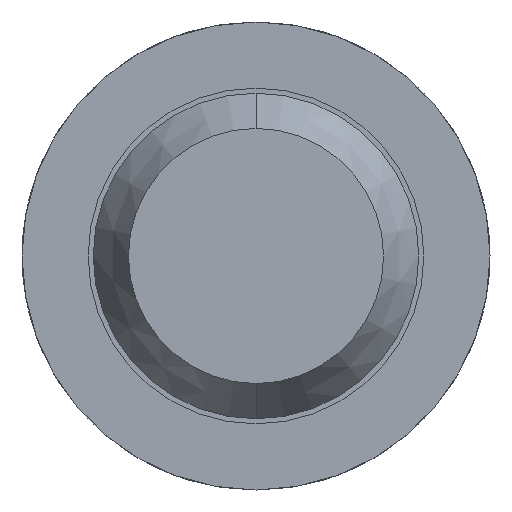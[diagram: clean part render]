
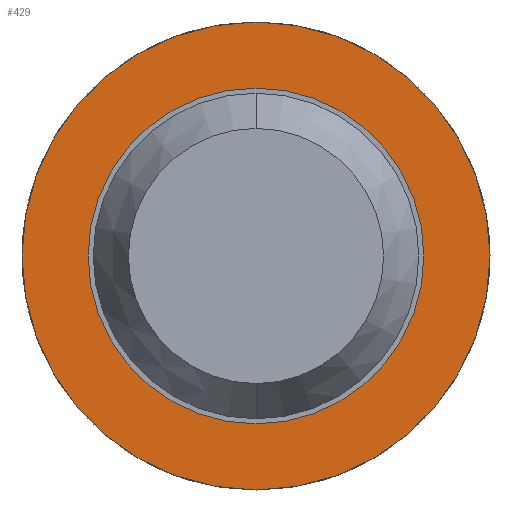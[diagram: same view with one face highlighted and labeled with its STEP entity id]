
A CAD part, front view. The second image highlights one B-rep face of the part: STEP entity #429.
In plain terms, the highlighted planar face has unit normal (0, -1, 0).
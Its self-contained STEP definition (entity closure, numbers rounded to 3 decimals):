
#164 = FACE_BOUND ( 'NONE', #313, .T. ) ;
#195 = DIRECTION ( 'NONE',  ( 0., 0., 1. ) ) ;
#197 = FACE_OUTER_BOUND ( 'NONE', #2003, .T. ) ;
#290 = AXIS2_PLACEMENT_3D ( 'NONE', #456, #2353, #195 ) ;
#313 = EDGE_LOOP ( 'NONE', ( #1774, #1976 ) ) ;
#406 = VERTEX_POINT ( 'NONE', #721 ) ;
#429 = ADVANCED_FACE ( 'Defeature ausgef�hrt1_7', ( #197, #164 ), #3509, .F. ) ;
#456 = CARTESIAN_POINT ( 'NONE',  ( 0., -1.7, 0. ) ) ;
#524 = EDGE_CURVE ( 'Defeature ausgef�hrt1_0+Defeature ausgef�hrt1_7+Defeature ausgef�hrt1_7+Defeature ausgef�hrt1_7', #406, #3984, #1506, .T. ) ;
#541 = CIRCLE ( 'NONE', #3736, 1.15 ) ;
#706 = CARTESIAN_POINT ( 'NONE',  ( 0., -1.7, -0.825 ) ) ;
#717 = DIRECTION ( 'NONE',  ( 0., 0., 1. ) ) ;
#721 = CARTESIAN_POINT ( 'NONE',  ( 0., -1.7, -1.15 ) ) ;
#723 = ORIENTED_EDGE ( 'NONE', *, *, #524, .F. ) ;
#912 = EDGE_CURVE ( 'Defeature ausgef�hrt1_0+Defeature ausgef�hrt1_7+Defeature ausgef�hrt1_7+Defeature ausgef�hrt1_7', #3984, #406, #541, .T. ) ;
#942 = CARTESIAN_POINT ( 'NONE',  ( 0., -1.7, 0. ) ) ;
#979 = EDGE_CURVE ( 'Defeature ausgef�hrt1_7+Defeature ausgef�hrt1_6+Defeature ausgef�hrt1_6+Defeature ausgef�hrt1_6', #1435, #2449, #3253, .T. ) ;
#1035 = DIRECTION ( 'NONE',  ( 0., 1., 0. ) ) ;
#1055 = DIRECTION ( 'NONE',  ( 0., 0., 1. ) ) ;
#1083 = DIRECTION ( 'NONE',  ( 0., 0., 1. ) ) ;
#1258 = DIRECTION ( 'NONE',  ( 0., 0., 1. ) ) ;
#1274 = AXIS2_PLACEMENT_3D ( 'NONE', #2974, #1998, #1083 ) ;
#1435 = VERTEX_POINT ( 'NONE', #2678 ) ;
#1506 = CIRCLE ( 'NONE', #1274, 1.15 ) ;
#1597 = CIRCLE ( 'NONE', #3609, 0.825 ) ;
#1615 = DIRECTION ( 'NONE',  ( 0., 1., 0. ) ) ;
#1774 = ORIENTED_EDGE ( 'NONE', *, *, #979, .T. ) ;
#1852 = CARTESIAN_POINT ( 'NONE',  ( 0., -1.7, 1.15 ) ) ;
#1976 = ORIENTED_EDGE ( 'NONE', *, *, #2683, .T. ) ;
#1998 = DIRECTION ( 'NONE',  ( 0., 1., 0. ) ) ;
#2003 = EDGE_LOOP ( 'NONE', ( #3651, #723 ) ) ;
#2061 = AXIS2_PLACEMENT_3D ( 'NONE', #3891, #1615, #1055 ) ;
#2353 = DIRECTION ( 'NONE',  ( 0., 1., 0. ) ) ;
#2449 = VERTEX_POINT ( 'NONE', #706 ) ;
#2608 = CARTESIAN_POINT ( 'NONE',  ( 0., -1.7, 0. ) ) ;
#2678 = CARTESIAN_POINT ( 'NONE',  ( 0., -1.7, 0.825 ) ) ;
#2683 = EDGE_CURVE ( 'Defeature ausgef�hrt1_7+Defeature ausgef�hrt1_6+Defeature ausgef�hrt1_6+Defeature ausgef�hrt1_6', #2449, #1435, #1597, .T. ) ;
#2974 = CARTESIAN_POINT ( 'NONE',  ( 0., -1.7, 0. ) ) ;
#3253 = CIRCLE ( 'NONE', #290, 0.825 ) ;
#3509 = PLANE ( 'NONE',  #2061 ) ;
#3609 = AXIS2_PLACEMENT_3D ( 'NONE', #942, #3818, #1258 ) ;
#3651 = ORIENTED_EDGE ( 'NONE', *, *, #912, .F. ) ;
#3736 = AXIS2_PLACEMENT_3D ( 'NONE', #2608, #1035, #717 ) ;
#3818 = DIRECTION ( 'NONE',  ( 0., 1., 0. ) ) ;
#3891 = CARTESIAN_POINT ( 'NONE',  ( 0.825, -1.7, 0. ) ) ;
#3984 = VERTEX_POINT ( 'NONE', #1852 ) ;
